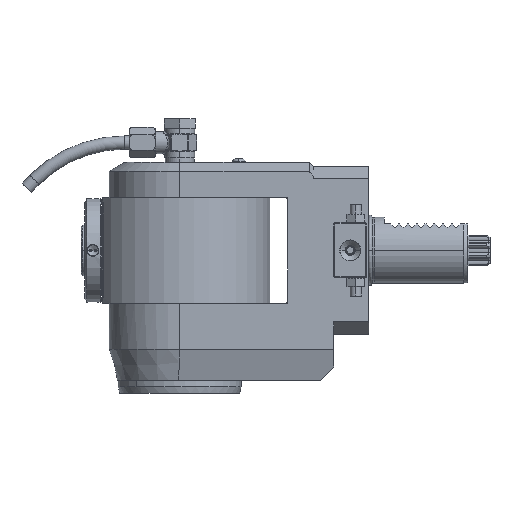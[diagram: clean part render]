
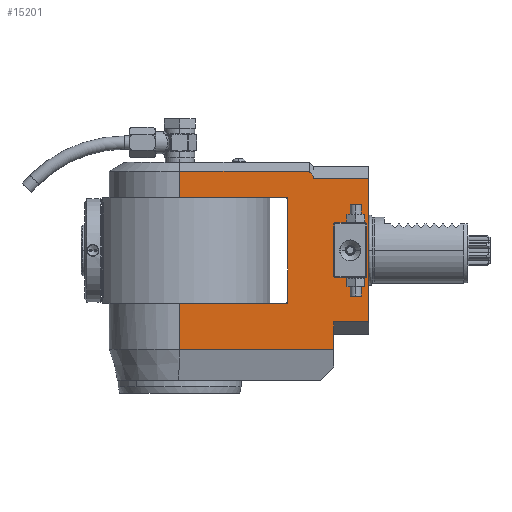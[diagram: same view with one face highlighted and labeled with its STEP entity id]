
A CAD part, left-side view. The second image highlights one B-rep face of the part: STEP entity #15201.
In plain terms, the highlighted planar face has unit normal (-1, 0, 0).
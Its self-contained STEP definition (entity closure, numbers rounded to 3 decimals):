
#3337=DIRECTION('',(0.,1.,0.));
#3338=VECTOR('',#3337,59.);
#3339=CARTESIAN_POINT('',(-32.,-59.,35.959));
#3340=LINE('',#3339,#3338);
#3361=DIRECTION('',(0.,0.,1.));
#3362=VECTOR('',#3361,0.5);
#3363=CARTESIAN_POINT('',(-32.,-59.,35.459));
#3364=LINE('',#3363,#3362);
#3369=DIRECTION('',(0.,1.,0.));
#3370=VECTOR('',#3369,0.433);
#3371=CARTESIAN_POINT('',(-32.,-59.433,35.459));
#3372=LINE('',#3371,#3370);
#3373=DIRECTION('',(0.,0.655,0.756));
#3374=VECTOR('',#3373,2.394);
#3375=CARTESIAN_POINT('',(-32.,-61.,33.649));
#3376=LINE('',#3375,#3374);
#3377=DIRECTION('',(0.,-1.,0.));
#3378=VECTOR('',#3377,25.);
#3379=CARTESIAN_POINT('',(-32.,-61.,32.515));
#3380=LINE('',#3379,#3378);
#3381=DIRECTION('',(0.,-1.,0.));
#3382=VECTOR('',#3381,16.);
#3383=CARTESIAN_POINT('',(-32.,-70.,-32.515));
#3384=LINE('',#3383,#3382);
#3385=DIRECTION('',(0.,1.,0.));
#3386=VECTOR('',#3385,23.368);
#3387=CARTESIAN_POINT('',(-32.,-49.,24.));
#3388=LINE('',#3387,#3386);
#3389=DIRECTION('',(0.,0.,1.));
#3390=VECTOR('',#3389,24.);
#3391=CARTESIAN_POINT('',(-32.,-85.,-12.));
#3392=LINE('',#3391,#3390);
#3393=DIRECTION('',(0.,-0.707,-0.707));
#3394=VECTOR('',#3393,0.707);
#3395=CARTESIAN_POINT('',(-32.,-84.5,12.5));
#3396=LINE('',#3395,#3394);
#3397=DIRECTION('',(0.,1.,0.));
#3398=VECTOR('',#3397,14.);
#3399=CARTESIAN_POINT('',(-32.,-84.5,12.5));
#3400=LINE('',#3399,#3398);
#3401=DIRECTION('',(0.,-0.707,0.707));
#3402=VECTOR('',#3401,0.707);
#3403=CARTESIAN_POINT('',(-32.,-70.,12.));
#3404=LINE('',#3403,#3402);
#3405=DIRECTION('',(0.,0.,-1.));
#3406=VECTOR('',#3405,24.);
#3407=CARTESIAN_POINT('',(-32.,-70.,12.));
#3408=LINE('',#3407,#3406);
#3409=DIRECTION('',(0.,0.707,0.707));
#3410=VECTOR('',#3409,0.707);
#3411=CARTESIAN_POINT('',(-32.,-70.5,-12.5));
#3412=LINE('',#3411,#3410);
#3413=DIRECTION('',(0.,-1.,0.));
#3414=VECTOR('',#3413,14.);
#3415=CARTESIAN_POINT('',(-32.,-70.5,-12.5));
#3416=LINE('',#3415,#3414);
#3417=DIRECTION('',(0.,0.707,-0.707));
#3418=VECTOR('',#3417,0.707);
#3419=CARTESIAN_POINT('',(-32.,-85.,-12.));
#3420=LINE('',#3419,#3418);
#3425=DIRECTION('',(0.,0.,-1.));
#3426=VECTOR('',#3425,11.959);
#3427=CARTESIAN_POINT('',(-32.,0.,
35.959));
#3428=LINE('',#3427,#3426);
#3518=DIRECTION('',(0.,0.,-1.));
#3519=VECTOR('',#3518,65.03);
#3520=CARTESIAN_POINT('',(-32.,-86.,32.515));
#3521=LINE('',#3520,#3519);
#3700=DIRECTION('',(0.,0.,1.));
#3701=VECTOR('',#3700,1.134);
#3702=CARTESIAN_POINT('',(-32.,-61.,32.515));
#3703=LINE('',#3702,#3701);
#3740=DIRECTION('',(0.,0.,1.));
#3741=VECTOR('',#3740,12.485);
#3742=CARTESIAN_POINT('',(-32.,-70.,-45.));
#3743=LINE('',#3742,#3741);
#3760=DIRECTION('',(0.,-1.,0.));
#3761=VECTOR('',#3760,70.);
#3762=CARTESIAN_POINT('',(-32.,0.,
-45.));
#3763=LINE('',#3762,#3761);
#3819=DIRECTION('',(0.,0.,-1.));
#3820=VECTOR('',#3819,21.);
#3821=CARTESIAN_POINT('',(-32.,0.,-24.));
#3822=LINE('',#3821,#3820);
#3823=CARTESIAN_POINT('',(-32.,0.,-45.001));
#3947=DIRECTION('',(0.,1.,0.));
#3948=VECTOR('',#3947,25.632);
#3949=CARTESIAN_POINT('',(-32.,-25.632,-24.));
#3950=LINE('',#3949,#3948);
#3973=DIRECTION('',(0.,1.,0.));
#3974=VECTOR('',#3973,23.368);
#3975=CARTESIAN_POINT('',(-32.,-49.,-24.));
#3976=LINE('',#3975,#3974);
#3985=DIRECTION('',(0.,0.,-1.));
#3986=VECTOR('',#3985,48.);
#3987=CARTESIAN_POINT('',(-32.,-49.,24.));
#3988=LINE('',#3987,#3986);
#4419=DIRECTION('',(0.,-1.,0.));
#4420=VECTOR('',#4419,25.632);
#4421=CARTESIAN_POINT('',(-32.,0.,24.));
#4422=LINE('',#4421,#4420);
#11021=CARTESIAN_POINT('',(-32.,-61.,33.649));
#11022=CARTESIAN_POINT('',(-32.,-59.433,35.459));
#11023=VERTEX_POINT('',#11021);
#11024=VERTEX_POINT('',#11022);
#11524=CARTESIAN_POINT('',(-32.,-85.,-12.));
#11525=CARTESIAN_POINT('',(-32.,-85.,12.));
#11526=VERTEX_POINT('',#11524);
#11527=VERTEX_POINT('',#11525);
#11528=CARTESIAN_POINT('',(-32.,-84.5,12.5));
#11529=CARTESIAN_POINT('',(-32.,-70.5,12.5));
#11530=VERTEX_POINT('',#11528);
#11531=VERTEX_POINT('',#11529);
#11532=CARTESIAN_POINT('',(-32.,-70.,12.));
#11533=CARTESIAN_POINT('',(-32.,-70.,-12.));
#11534=VERTEX_POINT('',#11532);
#11535=VERTEX_POINT('',#11533);
#11536=CARTESIAN_POINT('',(-32.,-70.5,-12.5));
#11537=CARTESIAN_POINT('',(-32.,-84.5,-12.5));
#11538=VERTEX_POINT('',#11536);
#11539=VERTEX_POINT('',#11537);
#12033=CARTESIAN_POINT('',(-32.,-86.,32.515));
#12035=VERTEX_POINT('',#12033);
#12040=CARTESIAN_POINT('',(-32.,-49.,24.));
#12041=CARTESIAN_POINT('',(-32.,-49.,-24.));
#12042=VERTEX_POINT('',#12040);
#12043=VERTEX_POINT('',#12041);
#12056=CARTESIAN_POINT('',(-32.,-25.632,-24.));
#12057=VERTEX_POINT('',#12056);
#12060=CARTESIAN_POINT('',(-32.,-25.632,24.));
#12061=VERTEX_POINT('',#12060);
#12072=CARTESIAN_POINT('',(-32.,-70.,-45.));
#12074=VERTEX_POINT('',#12072);
#12080=CARTESIAN_POINT('',(-32.,-86.,-32.515));
#12081=VERTEX_POINT('',#12080);
#12086=CARTESIAN_POINT('',(-32.,-70.,-32.515));
#12087=VERTEX_POINT('',#12086);
#12092=CARTESIAN_POINT('',(-32.,-59.,35.959));
#12093=CARTESIAN_POINT('',(-32.,0.,
35.959));
#12094=VERTEX_POINT('',#12092);
#12095=VERTEX_POINT('',#12093);
#12104=VERTEX_POINT('',#3823);
#12122=CARTESIAN_POINT('',(-32.,-59.,35.459));
#12124=VERTEX_POINT('',#12122);
#12252=CARTESIAN_POINT('',(-32.,-61.,32.515));
#12253=VERTEX_POINT('',#12252);
#12258=CARTESIAN_POINT('',(-32.,0.,-24.));
#12259=VERTEX_POINT('',#12258);
#12261=CARTESIAN_POINT('',(-32.,0.,24.));
#12263=VERTEX_POINT('',#12261);
#15146=CARTESIAN_POINT('',(-32.,0.,-59.));
#15147=DIRECTION('',(-1.,0.,0.));
#15148=DIRECTION('',(0.,-1.,0.));
#15149=AXIS2_PLACEMENT_3D('',#15146,#15147,#15148);
#15150=PLANE('',#15149);
#15152=ORIENTED_EDGE('',*,*,#15151,.F.);
#15153=ORIENTED_EDGE('',*,*,#15094,.F.);
#15154=ORIENTED_EDGE('',*,*,#15140,.F.);
#15155=ORIENTED_EDGE('',*,*,#15129,.F.);
#15156=ORIENTED_EDGE('',*,*,#15116,.F.);
#15158=ORIENTED_EDGE('',*,*,#15157,.F.);
#15160=ORIENTED_EDGE('',*,*,#15159,.T.);
#15162=ORIENTED_EDGE('',*,*,#15161,.T.);
#15164=ORIENTED_EDGE('',*,*,#15163,.F.);
#15166=ORIENTED_EDGE('',*,*,#15165,.F.);
#15168=ORIENTED_EDGE('',*,*,#15167,.F.);
#15170=ORIENTED_EDGE('',*,*,#15169,.F.);
#15172=ORIENTED_EDGE('',*,*,#15171,.F.);
#15174=ORIENTED_EDGE('',*,*,#15173,.F.);
#15176=ORIENTED_EDGE('',*,*,#15175,.F.);
#15178=ORIENTED_EDGE('',*,*,#15177,.T.);
#15180=ORIENTED_EDGE('',*,*,#15179,.F.);
#15181=EDGE_LOOP('',(#15152,#15153,#15154,#15155,#15156,#15158,#15160,#15162,
#15164,#15166,#15168,#15170,#15172,#15174,#15176,#15178,#15180));
#15182=FACE_OUTER_BOUND('',#15181,.F.);
#15184=ORIENTED_EDGE('',*,*,#15183,.T.);
#15186=ORIENTED_EDGE('',*,*,#15185,.F.);
#15188=ORIENTED_EDGE('',*,*,#15187,.T.);
#15190=ORIENTED_EDGE('',*,*,#15189,.F.);
#15192=ORIENTED_EDGE('',*,*,#15191,.T.);
#15194=ORIENTED_EDGE('',*,*,#15193,.F.);
#15196=ORIENTED_EDGE('',*,*,#15195,.T.);
#15198=ORIENTED_EDGE('',*,*,#15197,.F.);
#15199=EDGE_LOOP('',(#15184,#15186,#15188,#15190,#15192,#15194,#15196,#15198));
#15200=FACE_BOUND('',#15199,.F.);
#15094=EDGE_CURVE('',#12094,#12095,#3340,.T.);
#15116=EDGE_CURVE('',#11023,#11024,#3376,.T.);
#15129=EDGE_CURVE('',#11024,#12124,#3372,.T.);
#15140=EDGE_CURVE('',#12124,#12094,#3364,.T.);
#15151=EDGE_CURVE('',#12095,#12263,#3428,.T.);
#15157=EDGE_CURVE('',#12253,#11023,#3703,.T.);
#15159=EDGE_CURVE('',#12253,#12035,#3380,.T.);
#15161=EDGE_CURVE('',#12035,#12081,#3521,.T.);
#15163=EDGE_CURVE('',#12087,#12081,#3384,.T.);
#15165=EDGE_CURVE('',#12074,#12087,#3743,.T.);
#15167=EDGE_CURVE('',#12104,#12074,#3763,.T.);
#15169=EDGE_CURVE('',#12259,#12104,#3822,.T.);
#15171=EDGE_CURVE('',#12057,#12259,#3950,.T.);
#15173=EDGE_CURVE('',#12043,#12057,#3976,.T.);
#15175=EDGE_CURVE('',#12042,#12043,#3988,.T.);
#15177=EDGE_CURVE('',#12042,#12061,#3388,.T.);
#15179=EDGE_CURVE('',#12263,#12061,#4422,.T.);
#15183=EDGE_CURVE('',#11526,#11527,#3392,.T.);
#15185=EDGE_CURVE('',#11530,#11527,#3396,.T.);
#15187=EDGE_CURVE('',#11530,#11531,#3400,.T.);
#15189=EDGE_CURVE('',#11534,#11531,#3404,.T.);
#15191=EDGE_CURVE('',#11534,#11535,#3408,.T.);
#15193=EDGE_CURVE('',#11538,#11535,#3412,.T.);
#15195=EDGE_CURVE('',#11538,#11539,#3416,.T.);
#15197=EDGE_CURVE('',#11526,#11539,#3420,.T.);
#15201=ADVANCED_FACE('',(#15182,#15200),#15150,.T.);
